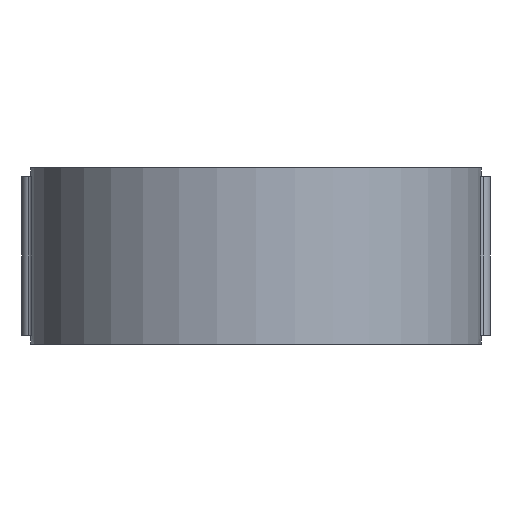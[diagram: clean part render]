
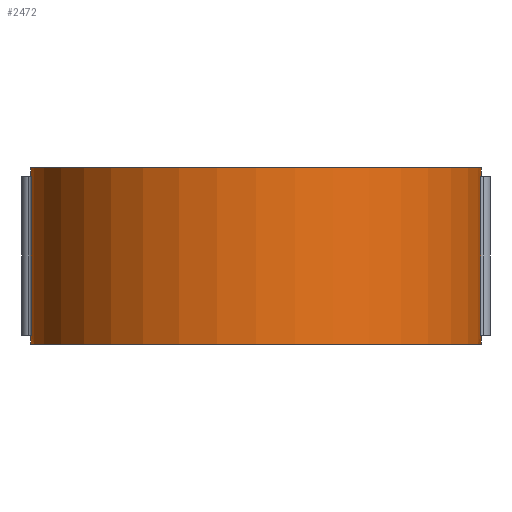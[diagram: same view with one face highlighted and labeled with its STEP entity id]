
A CAD part, front view. The second image highlights one B-rep face of the part: STEP entity #2472.
In plain terms, the highlighted cylindrical face has radius 12.75 mm (diameter 25.5 mm), a partial arc.
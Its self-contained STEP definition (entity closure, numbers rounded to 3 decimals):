
#85=CYLINDRICAL_SURFACE('',#2667,12.75);
#202=LINE('',#4073,#385);
#206=LINE('',#4081,#389);
#208=LINE('',#4085,#391);
#209=LINE('',#4090,#392);
#210=LINE('',#4095,#393);
#211=LINE('',#4100,#394);
#385=VECTOR('',#3108,1000.);
#389=VECTOR('',#3112,1000.);
#391=VECTOR('',#3116,1000.);
#392=VECTOR('',#3119,1000.);
#393=VECTOR('',#3124,1000.);
#394=VECTOR('',#3129,1000.);
#664=ORIENTED_EDGE('',*,*,#1396,.F.);
#665=ORIENTED_EDGE('',*,*,#1397,.T.);
#666=ORIENTED_EDGE('',*,*,#1398,.F.);
#667=ORIENTED_EDGE('',*,*,#1399,.F.);
#668=ORIENTED_EDGE('',*,*,#1394,.T.);
#669=ORIENTED_EDGE('',*,*,#1400,.T.);
#670=ORIENTED_EDGE('',*,*,#1401,.T.);
#671=ORIENTED_EDGE('',*,*,#1402,.F.);
#672=ORIENTED_EDGE('',*,*,#1390,.T.);
#673=ORIENTED_EDGE('',*,*,#1403,.T.);
#674=ORIENTED_EDGE('',*,*,#1404,.F.);
#675=ORIENTED_EDGE('',*,*,#1405,.F.);
#1390=EDGE_CURVE('',#1743,#1742,#202,.T.);
#1394=EDGE_CURVE('',#1747,#1746,#206,.T.);
#1396=EDGE_CURVE('',#1748,#1749,#208,.T.);
#1397=EDGE_CURVE('',#1748,#1750,#1939,.T.);
#1398=EDGE_CURVE('',#1751,#1750,#209,.T.);
#1399=EDGE_CURVE('',#1747,#1751,#1940,.T.);
#1400=EDGE_CURVE('',#1746,#1752,#1941,.T.);
#1401=EDGE_CURVE('',#1752,#1753,#210,.T.);
#1402=EDGE_CURVE('',#1743,#1753,#1942,.T.);
#1403=EDGE_CURVE('',#1742,#1754,#1943,.T.);
#1404=EDGE_CURVE('',#1755,#1754,#211,.T.);
#1405=EDGE_CURVE('',#1749,#1755,#1944,.T.);
#1742=VERTEX_POINT('',#4072);
#1743=VERTEX_POINT('',#4074);
#1746=VERTEX_POINT('',#4080);
#1747=VERTEX_POINT('',#4082);
#1748=VERTEX_POINT('',#4086);
#1749=VERTEX_POINT('',#4087);
#1750=VERTEX_POINT('',#4089);
#1751=VERTEX_POINT('',#4091);
#1752=VERTEX_POINT('',#4094);
#1753=VERTEX_POINT('',#4096);
#1754=VERTEX_POINT('',#4099);
#1755=VERTEX_POINT('',#4101);
#1939=CIRCLE('',#2668,12.75);
#1940=CIRCLE('',#2669,12.75);
#1941=CIRCLE('',#2670,12.75);
#1942=CIRCLE('',#2671,12.75);
#1943=CIRCLE('',#2672,12.75);
#1944=CIRCLE('',#2673,12.75);
#2099=EDGE_LOOP('',(#664,#665,#666,#667,#668,#669,#670,#671,#672,#673,#674,
#675));
#2260=FACE_BOUND('',#2099,.T.);
#2472=ADVANCED_FACE('',(#2260),#85,.T.);
#2667=AXIS2_PLACEMENT_3D('',#4084,#3114,#3115);
#2668=AXIS2_PLACEMENT_3D('',#4088,#3117,#3118);
#2669=AXIS2_PLACEMENT_3D('',#4092,#3120,#3121);
#2670=AXIS2_PLACEMENT_3D('',#4093,#3122,#3123);
#2671=AXIS2_PLACEMENT_3D('',#4097,#3125,#3126);
#2672=AXIS2_PLACEMENT_3D('',#4098,#3127,#3128);
#2673=AXIS2_PLACEMENT_3D('',#4102,#3130,#3131);
#3108=DIRECTION('',(0.,0.,-1.));
#3112=DIRECTION('',(0.,0.,-1.));
#3114=DIRECTION('',(0.,0.,-1.));
#3115=DIRECTION('',(-1.,0.,0.));
#3116=DIRECTION('',(0.,0.,-1.));
#3117=DIRECTION('',(0.,0.,1.));
#3118=DIRECTION('',(1.,0.,0.));
#3119=DIRECTION('',(0.,0.,-1.));
#3120=DIRECTION('',(0.,0.,1.));
#3121=DIRECTION('',(1.,0.,0.));
#3122=DIRECTION('',(0.,0.,1.));
#3123=DIRECTION('',(1.,0.,0.));
#3124=DIRECTION('',(0.,0.,-1.));
#3125=DIRECTION('',(0.,0.,1.));
#3126=DIRECTION('',(1.,0.,0.));
#3127=DIRECTION('',(0.,0.,1.));
#3128=DIRECTION('',(1.,0.,0.));
#3129=DIRECTION('',(0.,0.,-1.));
#3130=DIRECTION('',(0.,0.,1.));
#3131=DIRECTION('',(1.,0.,0.));
#4072=CARTESIAN_POINT('',(-12.75,0.,-5.));
#4073=CARTESIAN_POINT('',(-12.75,0.,5.));
#4074=CARTESIAN_POINT('',(-12.75,0.,-4.5));
#4080=CARTESIAN_POINT('',(-12.75,0.,4.5));
#4081=CARTESIAN_POINT('',(-12.75,0.,5.));
#4082=CARTESIAN_POINT('',(-12.75,0.,5.));
#4084=CARTESIAN_POINT('',(0.,0.,5.));
#4085=CARTESIAN_POINT('',(12.717,-0.916,4.5));
#4086=CARTESIAN_POINT('',(12.717,-0.916,4.5));
#4087=CARTESIAN_POINT('',(12.717,-0.916,-4.5));
#4088=CARTESIAN_POINT('',(0.,0.,4.5));
#4089=CARTESIAN_POINT('',(12.75,0.,4.5));
#4090=CARTESIAN_POINT('',(12.75,0.,5.));
#4091=CARTESIAN_POINT('',(12.75,0.,5.));
#4092=CARTESIAN_POINT('',(0.,0.,5.));
#4093=CARTESIAN_POINT('',(0.,0.,4.5));
#4094=CARTESIAN_POINT('',(-12.717,-0.916,4.5));
#4095=CARTESIAN_POINT('',(-12.717,-0.916,4.5));
#4096=CARTESIAN_POINT('',(-12.717,-0.916,-4.5));
#4097=CARTESIAN_POINT('',(0.,0.,-4.5));
#4098=CARTESIAN_POINT('',(0.,0.,-5.));
#4099=CARTESIAN_POINT('',(12.75,0.,-5.));
#4100=CARTESIAN_POINT('',(12.75,0.,5.));
#4101=CARTESIAN_POINT('',(12.75,0.,-4.5));
#4102=CARTESIAN_POINT('',(0.,0.,-4.5));
